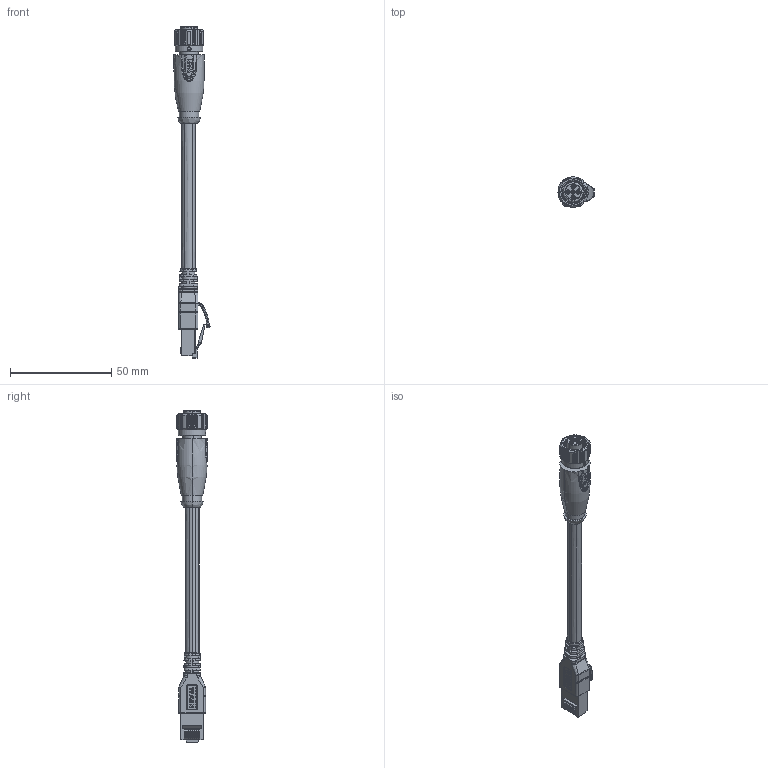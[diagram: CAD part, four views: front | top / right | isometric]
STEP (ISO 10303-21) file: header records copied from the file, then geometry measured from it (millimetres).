
FILE_DESCRIPTION(/* description */ (''),/* implementation_level */ '2;1');
FILE_NAME(/* name */ 'he.stp',/* time_stamp */ '2024-01-18T09:10:44+08:00',/* author */ (''),/* organization */ (''),/* preprocessor_version */ 'ST-DEVELOPER v18.1',/* originating_system */ 'SIEMENS PLM Software NX 1980',/* authorisation */ '');
FILE_SCHEMA (('AUTOMOTIVE_DESIGN { 1 0 10303 214 3 1 1 1 }'));
Products named in the file (1): he
Bounding box: 17.88 x 15.2 x 164.2 mm (x, y, z)
Volume: 12746.2 mm3; surface area: 8806.5 mm2
Topology: 1 solids, 11 shells, 1277 faces, 3488 edges, 2215 vertices
Faces by surface type: plane 603, cylinder 408, cone 94, bspline 72, torus 72, sphere 12, extrusion 12, revolution 4
Entity records: 49586 total; most frequent: CARTESIAN_POINT 18908, ORIENTED_EDGE 6944, DIRECTION 5748, EDGE_CURVE 3472, VERTEX_POINT 2215, AXIS2_PLACEMENT_3D 2145, VECTOR 1454, LINE 1442
